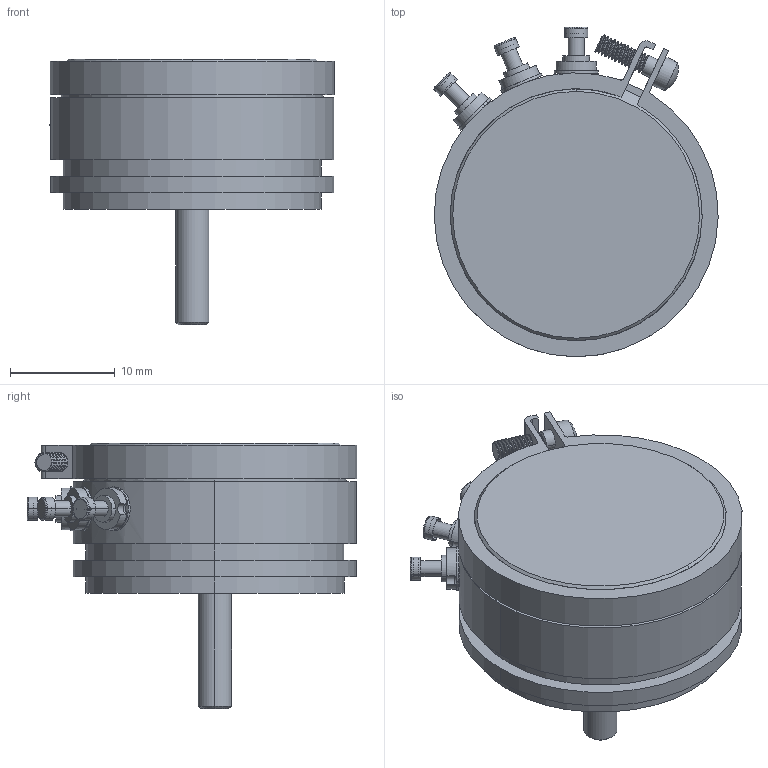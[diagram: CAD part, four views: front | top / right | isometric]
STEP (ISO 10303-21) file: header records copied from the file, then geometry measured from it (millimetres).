
FILE_DESCRIPTION((''),'2;1');
FILE_NAME('6270-21-1_SW0007','2013-07-19T',('bmozley'),(''),'PRO/ENGINEER BY PARAMETRIC TECHNOLOGY CORPORATION, 2013150','PRO/ENGINEER BY PARAMETRIC TECHNOLOGY CORPORATION, 2013150','');
FILE_SCHEMA(('CONFIG_CONTROL_DESIGN'));
Length unit declared in the file: inch
Products named in the file (1): 6270-21-1_SW0007
Bounding box: 27.08 x 31.41 x 25.34 mm (x, y, z)
Volume: 7980.5 mm3; surface area: 3732.3 mm2
Topology: 1 solids, 1 shells, 292 faces, 714 edges, 449 vertices
Faces by surface type: cylinder 156, plane 67, torus 27, bspline 21, cone 19, sphere 2
Entity records: 20613 total; most frequent: CARTESIAN_POINT 13879, ORIENTED_EDGE 1428, DIRECTION 1343, EDGE_CURVE 714, AXIS2_PLACEMENT_3D 547, VERTEX_POINT 449, EDGE_LOOP 329, FACE_OUTER_BOUND 292
